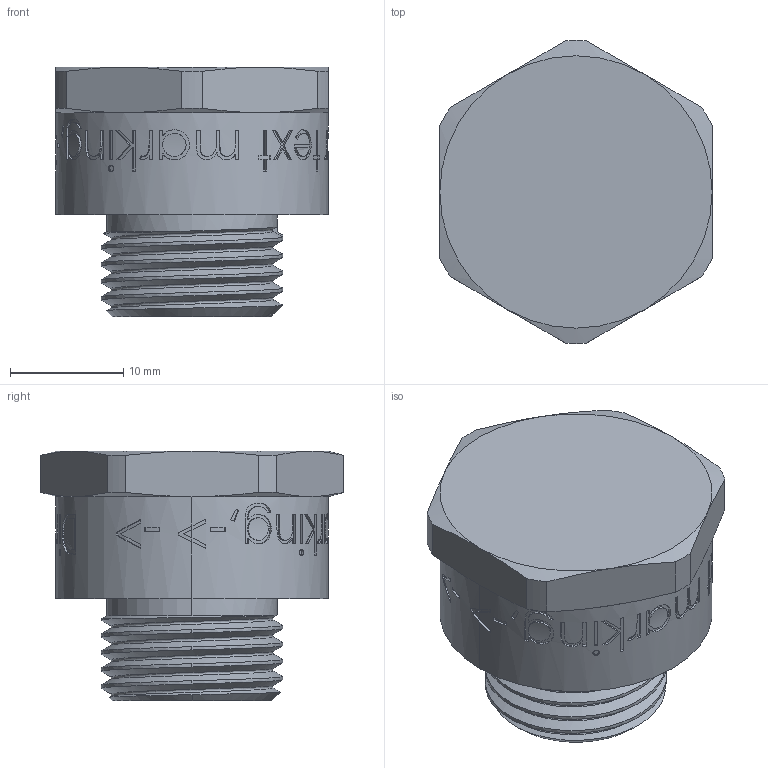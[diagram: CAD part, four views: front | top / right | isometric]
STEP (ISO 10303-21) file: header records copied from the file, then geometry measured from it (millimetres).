
FILE_DESCRIPTION (( 'STEP AP203' ), '1' );
FILE_NAME ('M16-9mm Stopping plug.step', '2025-04-08T10:23:51', ( '' ), ( '' ), 'SwSTEP 2.0', 'SolidWorks 2022', '' );
FILE_SCHEMA (( 'CONFIG_CONTROL_DESIGN' ));
Length unit declared in the file: millimetre
Products named in the file (1): M16-9mm Stopping plug
Bounding box: 24 x 26.71 x 22 mm (x, y, z)
Volume: 6021.7 mm3; surface area: 3415.1 mm2
Topology: 1 solids, 1 shells, 410 faces, 1084 edges, 716 vertices
Faces by surface type: bspline 165, plane 159, cylinder 63, cone 21, torus 2
Entity records: 31695 total; most frequent: CARTESIAN_POINT 22940, ORIENTED_EDGE 2168, DIRECTION 1181, EDGE_CURVE 1084, VERTEX_POINT 716, B_SPLINE_CURVE_WITH_KNOTS 564, EDGE_LOOP 450, AXIS2_PLACEMENT_3D 436
